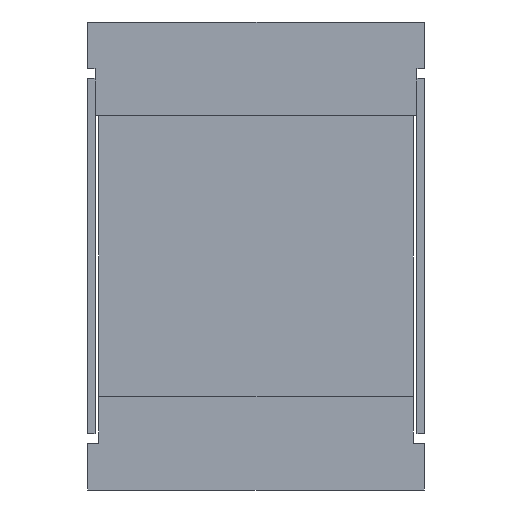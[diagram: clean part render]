
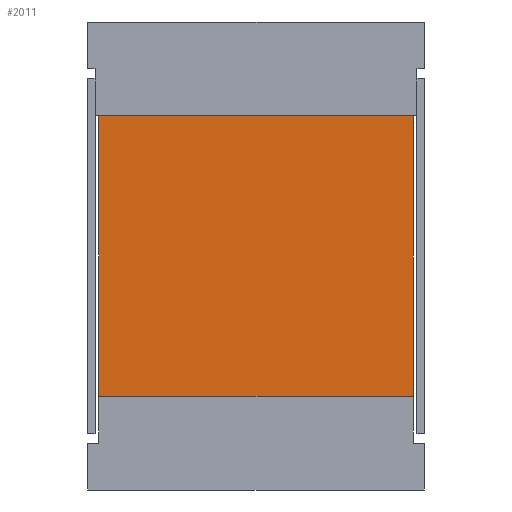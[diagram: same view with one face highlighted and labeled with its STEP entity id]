
A CAD part, left-side view. The second image highlights one B-rep face of the part: STEP entity #2011.
In plain terms, the highlighted planar face has unit normal (-1, 0, 0).
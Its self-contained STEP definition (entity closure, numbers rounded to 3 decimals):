
#1910=CARTESIAN_POINT('',(-155.,37.5,42.));
#1911=VERTEX_POINT('',#1910);
#1918=CARTESIAN_POINT('',(-155.,-37.5,42.0));
#1919=VERTEX_POINT('',#1918);
#1920=CARTESIAN_POINT('',(-155.,-37.5,42.0));
#1921=DIRECTION('',(0.0,1.0,0.0));
#1922=VECTOR('',#1921,75.);
#1923=LINE('',#1920,#1922);
#1924=EDGE_CURVE('',#1919,#1911,#1923,.T.);
#1981=CARTESIAN_POINT('',(-155.,-37.5,-45.0));
#1982=DIRECTION('',(-1.0,0.0,0.0));
#1983=DIRECTION('',(0.0,0.0,1.0));
#1984=AXIS2_PLACEMENT_3D('',#1981,#1982,#1983);
#1985=PLANE('',#1984);
#1986=ORIENTED_EDGE('',*,*,#1924,.T.);
#1987=CARTESIAN_POINT('',(-155.,37.5,-42.0));
#1988=VERTEX_POINT('',#1987);
#1989=CARTESIAN_POINT('',(-155.,37.5,-42.0));
#1990=DIRECTION('',(0.0,0.0,1.0));
#1991=VECTOR('',#1990,84.);
#1992=LINE('',#1989,#1991);
#1993=EDGE_CURVE('',#1988,#1911,#1992,.T.);
#1994=ORIENTED_EDGE('',*,*,#1993,.F.);
#1995=CARTESIAN_POINT('',(-155.,-37.5,-42.));
#1996=VERTEX_POINT('',#1995);
#1997=CARTESIAN_POINT('',(-155.,37.5,-42.0));
#1998=DIRECTION('',(0.0,-1.0,0.0));
#1999=VECTOR('',#1998,75.);
#2000=LINE('',#1997,#1999);
#2001=EDGE_CURVE('',#1988,#1996,#2000,.T.);
#2002=ORIENTED_EDGE('',*,*,#2001,.T.);
#2003=CARTESIAN_POINT('',(-155.,-37.5,-42.));
#2004=DIRECTION('',(0.0,0.0,1.0));
#2005=VECTOR('',#2004,84.0);
#2006=LINE('',#2003,#2005);
#2007=EDGE_CURVE('',#1996,#1919,#2006,.T.);
#2008=ORIENTED_EDGE('',*,*,#2007,.T.);
#2009=EDGE_LOOP('',(#1986,#1994,#2002,#2008));
#2010=FACE_OUTER_BOUND('',#2009,.T.);
#2011=ADVANCED_FACE('',(#2010),#1985,.T.);
